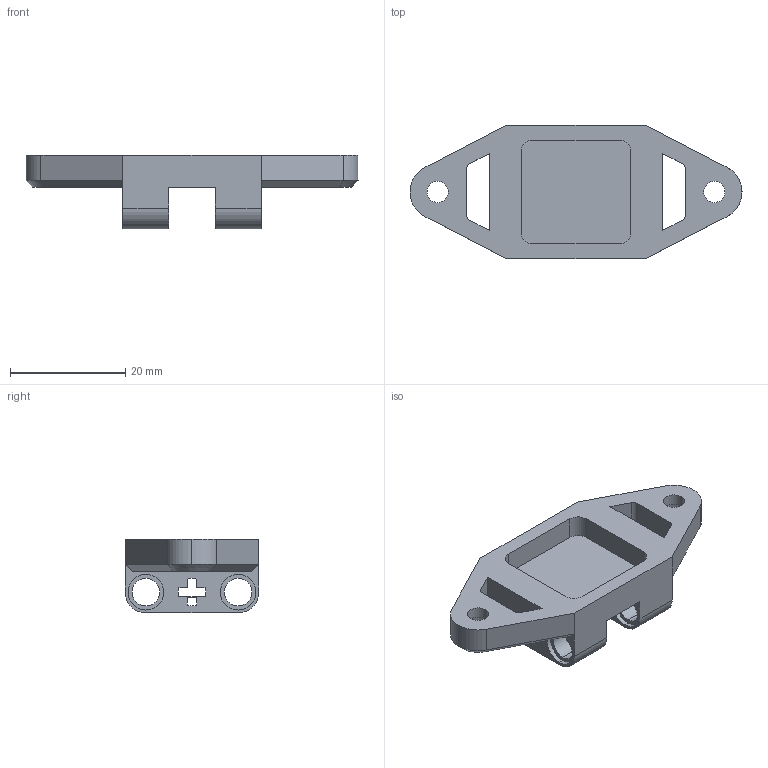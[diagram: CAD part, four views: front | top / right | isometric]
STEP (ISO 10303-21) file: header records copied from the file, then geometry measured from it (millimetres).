
FILE_DESCRIPTION (( 'STEP AP203' ), '1' );
FILE_NAME ('slicer_sensor_mount_2.STEP', '2025-07-03T13:19:51', ( '' ), ( '' ), 'SwSTEP 2.0', 'SolidWorks 2025', '' );
FILE_SCHEMA (( 'CONFIG_CONTROL_DESIGN' ));
Length unit declared in the file: millimetre
Products named in the file (1): slicer_sensor_mount_2
Bounding box: 57.6 x 23.2 x 12.8 mm (x, y, z)
Volume: 5356.5 mm3; surface area: 4801.2 mm2
Topology: 1 solids, 1 shells, 141 faces, 356 edges, 228 vertices
Faces by surface type: plane 67, cylinder 63, cone 7, torus 4
Entity records: 4369 total; most frequent: DIRECTION 778, CARTESIAN_POINT 726, ORIENTED_EDGE 712, EDGE_CURVE 356, AXIS2_PLACEMENT_3D 280, VERTEX_POINT 228, LINE 218, VECTOR 218
